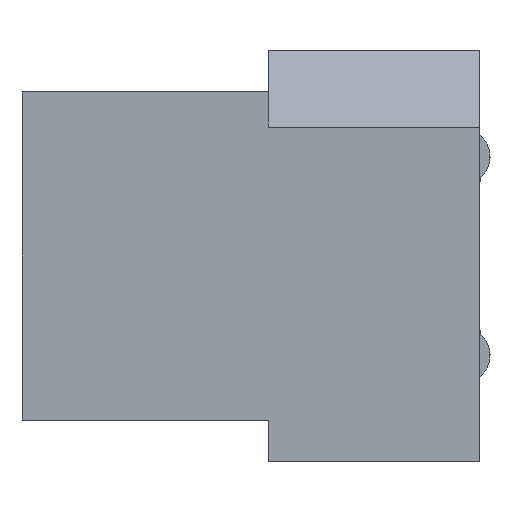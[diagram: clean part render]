
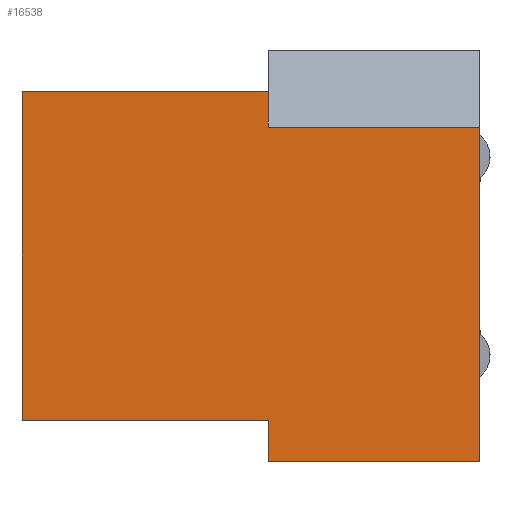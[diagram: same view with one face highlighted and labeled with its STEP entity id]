
A CAD part, left-side view. The second image highlights one B-rep face of the part: STEP entity #16538.
In plain terms, the highlighted planar face has unit normal (-1, 0, 0).
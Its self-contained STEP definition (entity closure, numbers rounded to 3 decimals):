
#30 = LINE ( 'NONE', #12840, #36320 ) ;
#1043 = LINE ( 'NONE', #36776, #31019 ) ;
#1214 = VERTEX_POINT ( 'NONE', #2544 ) ;
#2325 = CARTESIAN_POINT ( 'NONE',  ( -9.1, 7.8, -2.8 ) ) ;
#2544 = CARTESIAN_POINT ( 'NONE',  ( -9.1, 3.6, 2.2 ) ) ;
#2731 = VECTOR ( 'NONE', #29833, 1000. ) ;
#2982 = VERTEX_POINT ( 'NONE', #29364 ) ;
#3015 = VECTOR ( 'NONE', #5138, 1000. ) ;
#3027 = ORIENTED_EDGE ( 'NONE', *, *, #7300, .T. ) ;
#3431 = VECTOR ( 'NONE', #32824, 1000. ) ;
#3876 = FACE_OUTER_BOUND ( 'NONE', #30559, .T. ) ;
#4296 = CARTESIAN_POINT ( 'NONE',  ( -9.1, 7.8, 2.8 ) ) ;
#4632 = VECTOR ( 'NONE', #34375, 1000. ) ;
#4828 = VERTEX_POINT ( 'NONE', #15842 ) ;
#5138 = DIRECTION ( 'NONE',  ( 0., 0., 1. ) ) ;
#5667 = LINE ( 'NONE', #34371, #8870 ) ;
#6308 = CARTESIAN_POINT ( 'NONE',  ( -9.1, 3.6, -3.5 ) ) ;
#7300 = EDGE_CURVE ( 'NONE', #8732, #36810, #11649, .T. ) ;
#7329 = ORIENTED_EDGE ( 'NONE', *, *, #23428, .T. ) ;
#8296 = CARTESIAN_POINT ( 'NONE',  ( -9.1, 0., -3.5 ) ) ;
#8638 = LINE ( 'NONE', #32770, #2731 ) ;
#8732 = VERTEX_POINT ( 'NONE', #8296 ) ;
#8870 = VECTOR ( 'NONE', #34629, 1000. ) ;
#10420 = ORIENTED_EDGE ( 'NONE', *, *, #31818, .T. ) ;
#10964 = EDGE_CURVE ( 'NONE', #36374, #19292, #1043, .T. ) ;
#11145 = DIRECTION ( 'NONE',  ( 0., 0., 1. ) ) ;
#11484 = LINE ( 'NONE', #29013, #4632 ) ;
#11649 = LINE ( 'NONE', #19709, #3015 ) ;
#12840 = CARTESIAN_POINT ( 'NONE',  ( -9.1, 3.6, 2.2 ) ) ;
#14106 = EDGE_CURVE ( 'NONE', #33923, #4828, #5667, .T. ) ;
#15658 = ORIENTED_EDGE ( 'NONE', *, *, #22357, .F. ) ;
#15743 = VECTOR ( 'NONE', #11145, 1000. ) ;
#15842 = CARTESIAN_POINT ( 'NONE',  ( -9.1, 3.6, 2.8 ) ) ;
#16338 = CARTESIAN_POINT ( 'NONE',  ( -9.1, 3.6, -3.5 ) ) ;
#16369 = ORIENTED_EDGE ( 'NONE', *, *, #36869, .F. ) ;
#16538 = ADVANCED_FACE ( 'NONE', ( #3876 ), #36410, .F. ) ;
#19292 = VERTEX_POINT ( 'NONE', #24392 ) ;
#19709 = CARTESIAN_POINT ( 'NONE',  ( -9.1, 0., -3.5 ) ) ;
#21287 = ORIENTED_EDGE ( 'NONE', *, *, #10964, .T. ) ;
#21638 = DIRECTION ( 'NONE',  ( 0., 0., -1. ) ) ;
#22357 = EDGE_CURVE ( 'NONE', #1214, #36810, #30, .T. ) ;
#22626 = CARTESIAN_POINT ( 'NONE',  ( -9.1, 7.8, -2.8 ) ) ;
#23428 = EDGE_CURVE ( 'NONE', #1214, #4828, #8638, .T. ) ;
#24232 = EDGE_CURVE ( 'NONE', #36374, #33923, #30303, .T. ) ;
#24392 = CARTESIAN_POINT ( 'NONE',  ( -9.1, 3.6, -2.8 ) ) ;
#26059 = AXIS2_PLACEMENT_3D ( 'NONE', #16338, #30943, #21638 ) ;
#27452 = ORIENTED_EDGE ( 'NONE', *, *, #14106, .F. ) ;
#27876 = CARTESIAN_POINT ( 'NONE',  ( -9.1, 0., 2.2 ) ) ;
#29013 = CARTESIAN_POINT ( 'NONE',  ( -9.1, 3.6, -3.5 ) ) ;
#29364 = CARTESIAN_POINT ( 'NONE',  ( -9.1, 3.6, -3.5 ) ) ;
#29833 = DIRECTION ( 'NONE',  ( 0., 0., 1. ) ) ;
#30303 = LINE ( 'NONE', #22626, #15743 ) ;
#30559 = EDGE_LOOP ( 'NONE', ( #3027, #15658, #7329, #27452, #31888, #21287, #16369, #10420 ) ) ;
#30943 = DIRECTION ( 'NONE',  ( 1., 0., 0. ) ) ;
#31019 = VECTOR ( 'NONE', #31175, 1000. ) ;
#31175 = DIRECTION ( 'NONE',  ( 0., -1., 0. ) ) ;
#31818 = EDGE_CURVE ( 'NONE', #2982, #8732, #37073, .T. ) ;
#31888 = ORIENTED_EDGE ( 'NONE', *, *, #24232, .F. ) ;
#32770 = CARTESIAN_POINT ( 'NONE',  ( -9.1, 3.6, -2.8 ) ) ;
#32824 = DIRECTION ( 'NONE',  ( 0., -1., 0. ) ) ;
#33350 = DIRECTION ( 'NONE',  ( 0., -1., 0. ) ) ;
#33923 = VERTEX_POINT ( 'NONE', #4296 ) ;
#34371 = CARTESIAN_POINT ( 'NONE',  ( -9.1, 7.8, 2.8 ) ) ;
#34375 = DIRECTION ( 'NONE',  ( 0., 0., 1. ) ) ;
#34629 = DIRECTION ( 'NONE',  ( 0., -1., 0. ) ) ;
#36320 = VECTOR ( 'NONE', #33350, 1000. ) ;
#36374 = VERTEX_POINT ( 'NONE', #2325 ) ;
#36410 = PLANE ( 'NONE',  #26059 ) ;
#36776 = CARTESIAN_POINT ( 'NONE',  ( -9.1, 7.8, -2.8 ) ) ;
#36810 = VERTEX_POINT ( 'NONE', #27876 ) ;
#36869 = EDGE_CURVE ( 'NONE', #2982, #19292, #11484, .T. ) ;
#37073 = LINE ( 'NONE', #6308, #3431 ) ;
